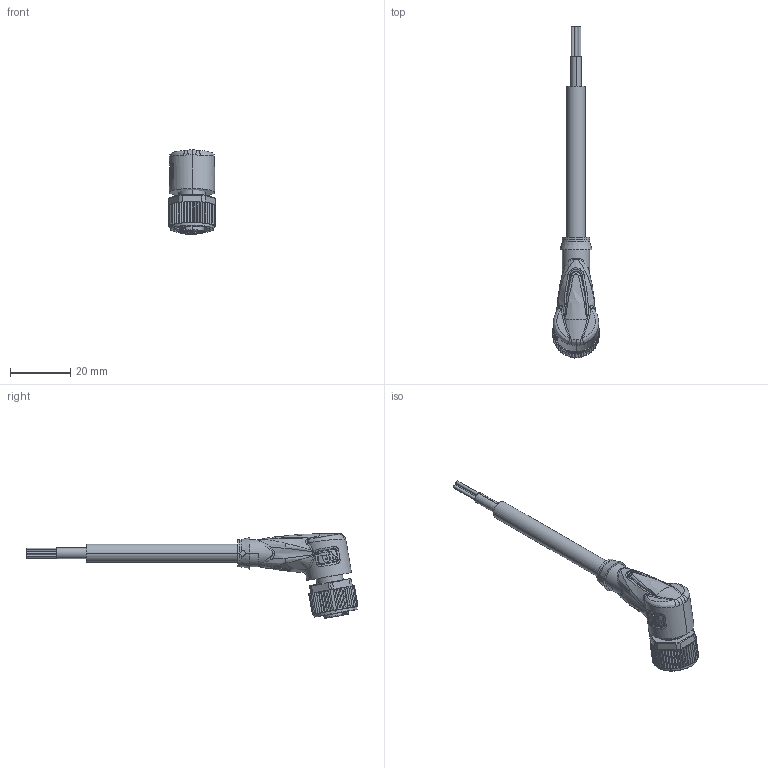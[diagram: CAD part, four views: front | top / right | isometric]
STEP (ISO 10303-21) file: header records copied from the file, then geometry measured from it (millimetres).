
FILE_DESCRIPTION(('STEP AP214'),'1');
FILE_NAME('cctmp_00A216B7-2894-423B-B0A8-880CC518CB46_2022_04_27_10_57_08_0731..stp','2022-04-27T08:57:14',('KiM GmbH'),('CADClick - www.CADClick.com'),'Spatial InterOp 3D postprocessed',' ','unknown authorization');
FILE_SCHEMA(('AUTOMOTIVE_DESIGN'));
Length unit declared in the file: millimetre
Products named in the file (7): T193281_1; Connection2; Cable; Connection1; Connection1_2; Connection1_1; T193281
Assembly tree (6 placements, depth 4):
  T193281
    T193281_1
      Connection2
      Cable
      Connection1
        Connection1_2
        Connection1_1
Bounding box: 15.4 x 109.86 x 28.05 mm (x, y, z)
Volume: 7521.4 mm3; surface area: 5622.6 mm2
Topology: 10 solids, 32 shells, 1126 faces, 2862 edges, 1808 vertices
Faces by surface type: plane 503, cylinder 248, torus 162, bspline 149, cone 64
Entity records: 55511 total; most frequent: CARTESIAN_POINT 25737, ORIENTED_EDGE 5674, DIRECTION 5133, EDGE_CURVE 2859, AXIS2_PLACEMENT_3D 1868, VERTEX_POINT 1808, LINE 1397, VECTOR 1397
